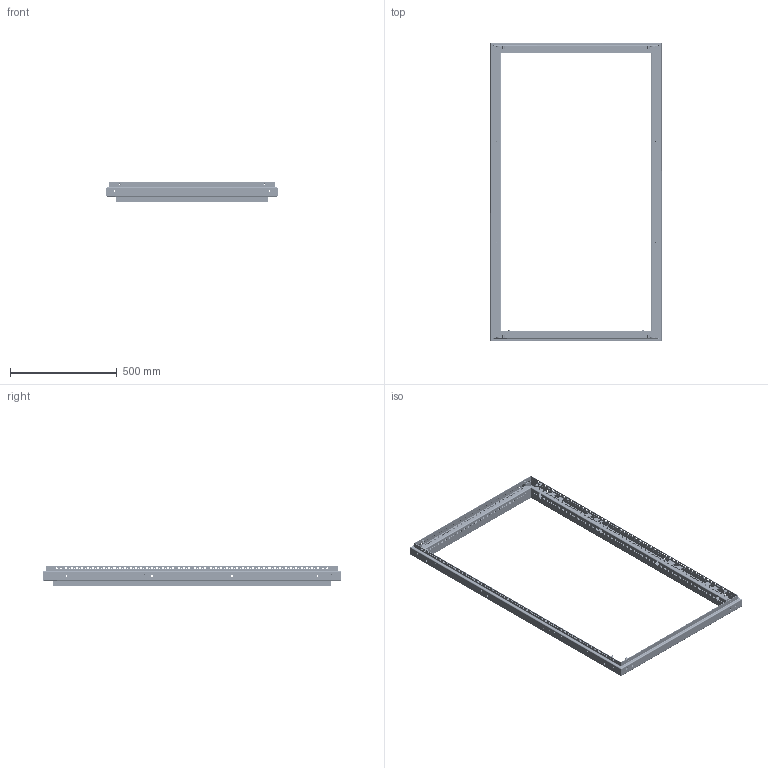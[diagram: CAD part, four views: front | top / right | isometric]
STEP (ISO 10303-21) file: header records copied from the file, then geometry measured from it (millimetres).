
FILE_DESCRIPTION (( 'STEP AP214' ), '1' );
FILE_NAME ('Ñâàðíàÿ ðàìà W800H1400.STEP', '2024-08-14T09:55:05', ( '' ), ( '' ), 'SwSTEP 2.0', 'SolidWorks 2021', '' );
FILE_SCHEMA (( 'AUTOMOTIVE_DESIGN' ));
Length unit declared in the file: millimetre
Products named in the file (11): Çàêëåïêà ðåçüáîâàÿ Ì6 øåñòèãðàííàÿ ñ óìåíüøåííûì áîðòîì; Ãîðèçîíòàëüíûé ïðîôèëü1 W800; Áîáûøêà; Ãîðèçîíòàëüíûé ïðîôèëü2 W800; Ãîðèçîíòàëüíûé ïðîôèëü W800; Áîêîâîé ïðîôèëü H1400; 600.000; Çàêëåïêà ðåçüáîâàÿ Ì8 øåñòèãðàííàÿ ñ óìåíüøåííûì áîðòîì; Áîêîâîé ïðîôèëü1 H1400; Áîêîâîé ïðîôèëü2 H1400; Ñâàðíàÿ ðàìà W800H1400
Assembly tree (46 placements, depth 3):
  Ñâàðíàÿ ðàìà W800H1400
    Ãîðèçîíòàëüíûé ïðîôèëü W800  x2
      Ãîðèçîíòàëüíûé ïðîôèëü1 W800
      Ãîðèçîíòàëüíûé ïðîôèëü2 W800
      600.000
      Áîáûøêà
    Áîêîâîé ïðîôèëü H1400  x2
      Áîêîâîé ïðîôèëü1 H1400
      Áîêîâîé ïðîôèëü2 H1400
    Çàêëåïêà ðåçüáîâàÿ Ì8 øåñòèãðàííàÿ ñ óìåíüøåííûì áîðòîì  x8
    Çàêëåïêà ðåçüáîâàÿ Ì6 øåñòèãðàííàÿ ñ óìåíüøåííûì áîðòîì  x26
Bounding box: 801.2 x 1396 x 89.35 mm (x, y, z)
Volume: 1885863.4 mm3; surface area: 1958674.6 mm2
Topology: 50 solids, 50 shells, 5038 faces, 14192 edges, 9276 vertices
Faces by surface type: plane 2890, cylinder 1798, cone 212, bspline 138
Entity records: 65243 total; most frequent: CARTESIAN_POINT 15905, ORIENTED_EDGE 10242, DIRECTION 9517, EDGE_CURVE 5121, VECTOR 3961, LINE 3961, VERTEX_POINT 3370, AXIS2_PLACEMENT_3D 2778
